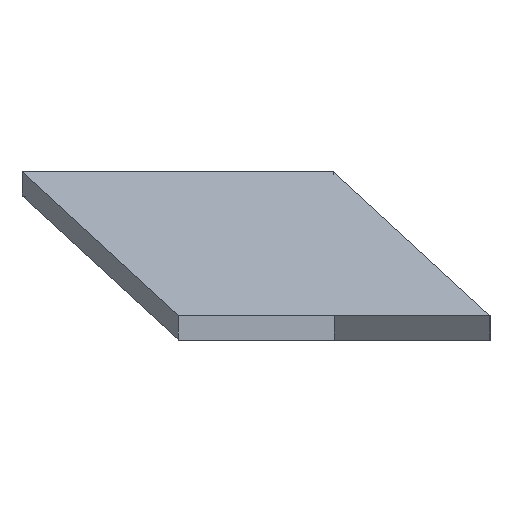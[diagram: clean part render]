
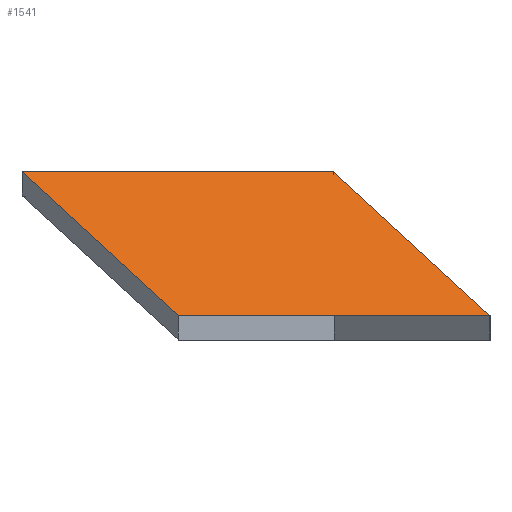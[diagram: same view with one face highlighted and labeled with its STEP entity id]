
A CAD part, left-side view. The second image highlights one B-rep face of the part: STEP entity #1541.
In plain terms, the highlighted planar face has unit normal (0.678, 0, -0.735).
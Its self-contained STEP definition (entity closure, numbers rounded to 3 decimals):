
#1247 = PLANE('',#1248);
#1248 = AXIS2_PLACEMENT_3D('',#1249,#1250,#1251);
#1249 = CARTESIAN_POINT('',(21.989,20.359,
    1.998));
#1250 = DIRECTION('',(-1.,0.,0.));
#1251 = DIRECTION('',(0.,1.,0.));
#1275 = PLANE('',#1276);
#1276 = AXIS2_PLACEMENT_3D('',#1277,#1278,#1279);
#1277 = CARTESIAN_POINT('',(29.489,27.881,
    7.756));
#1278 = DIRECTION('',(-0.708,0.706,0.
    ));
#1279 = DIRECTION('',(0.706,0.708,0.)
  );
#1303 = PLANE('',#1304);
#1304 = AXIS2_PLACEMENT_3D('',#1305,#1306,#1307);
#1305 = CARTESIAN_POINT('',(36.989,35.404,
    13.514));
#1306 = DIRECTION('',(1.,0.,0.));
#1307 = DIRECTION('',(0.,-1.,0.));
#1329 = PLANE('',#1330);
#1330 = AXIS2_PLACEMENT_3D('',#1331,#1332,#1333);
#1331 = CARTESIAN_POINT('',(29.489,-2.119,
    7.756));
#1332 = DIRECTION('',(-0.708,0.706,0.
    ));
#1333 = DIRECTION('',(0.706,0.708,0.)
  );
#1344 = EDGE_CURVE('',#1345,#1347,#1349,.T.);
#1345 = VERTEX_POINT('',#1346);
#1346 = CARTESIAN_POINT('',(21.989,20.359,
    1.998));
#1347 = VERTEX_POINT('',#1348);
#1348 = CARTESIAN_POINT('',(21.989,-9.641,
    1.998));
#1349 = SURFACE_CURVE('',#1350,(#1354,#1361),.PCURVE_S1.);
#1350 = LINE('',#1351,#1352);
#1351 = CARTESIAN_POINT('',(21.989,20.359,
    1.998));
#1352 = VECTOR('',#1353,1.);
#1353 = DIRECTION('',(0.,-1.,0.));
#1354 = PCURVE('',#1247,#1355);
#1355 = DEFINITIONAL_REPRESENTATION('',(#1356),#1360);
#1356 = LINE('',#1357,#1358);
#1357 = CARTESIAN_POINT('',(0.,-0.));
#1358 = VECTOR('',#1359,1.);
#1359 = DIRECTION('',(-1.,-0.));
#1360 = ( GEOMETRIC_REPRESENTATION_CONTEXT(2) 
PARAMETRIC_REPRESENTATION_CONTEXT() REPRESENTATION_CONTEXT('2D SPACE',''
  ) );
#1361 = PCURVE('',#1362,#1367);
#1362 = PLANE('',#1363);
#1363 = AXIS2_PLACEMENT_3D('',#1364,#1365,#1366);
#1364 = CARTESIAN_POINT('',(36.989,35.404,
    15.839));
#1365 = DIRECTION('',(-0.678,0.,0.735)
  );
#1366 = DIRECTION('',(0.735,0.,0.678)
  );
#1367 = DEFINITIONAL_REPRESENTATION('',(#1368),#1372);
#1368 = LINE('',#1369,#1370);
#1369 = CARTESIAN_POINT('',(-20.41,-15.046));
#1370 = VECTOR('',#1371,1.);
#1371 = DIRECTION('',(0.,-1.));
#1372 = ( GEOMETRIC_REPRESENTATION_CONTEXT(2) 
PARAMETRIC_REPRESENTATION_CONTEXT() REPRESENTATION_CONTEXT('2D SPACE',''
  ) );
#1421 = EDGE_CURVE('',#1422,#1345,#1424,.T.);
#1422 = VERTEX_POINT('',#1423);
#1423 = CARTESIAN_POINT('',(36.989,35.404,
    15.839));
#1424 = SURFACE_CURVE('',#1425,(#1429,#1436),.PCURVE_S1.);
#1425 = LINE('',#1426,#1427);
#1426 = CARTESIAN_POINT('',(36.989,35.404,
    15.839));
#1427 = VECTOR('',#1428,1.);
#1428 = DIRECTION('',(-0.592,-0.593,-0.546));
#1429 = PCURVE('',#1275,#1430);
#1430 = DEFINITIONAL_REPRESENTATION('',(#1431),#1435);
#1431 = LINE('',#1432,#1433);
#1432 = CARTESIAN_POINT('',(10.623,-8.083));
#1433 = VECTOR('',#1434,1.);
#1434 = DIRECTION('',(-0.838,0.546));
#1435 = ( GEOMETRIC_REPRESENTATION_CONTEXT(2) 
PARAMETRIC_REPRESENTATION_CONTEXT() REPRESENTATION_CONTEXT('2D SPACE',''
  ) );
#1436 = PCURVE('',#1362,#1437);
#1437 = DEFINITIONAL_REPRESENTATION('',(#1438),#1442);
#1438 = LINE('',#1439,#1440);
#1439 = CARTESIAN_POINT('',(0.,0.));
#1440 = VECTOR('',#1441,1.);
#1441 = DIRECTION('',(-0.805,-0.593));
#1442 = ( GEOMETRIC_REPRESENTATION_CONTEXT(2) 
PARAMETRIC_REPRESENTATION_CONTEXT() REPRESENTATION_CONTEXT('2D SPACE',''
  ) );
#1471 = EDGE_CURVE('',#1422,#1472,#1474,.T.);
#1472 = VERTEX_POINT('',#1473);
#1473 = CARTESIAN_POINT('',(36.989,5.404,
    15.839));
#1474 = SURFACE_CURVE('',#1475,(#1479,#1486),.PCURVE_S1.);
#1475 = LINE('',#1476,#1477);
#1476 = CARTESIAN_POINT('',(36.989,35.404,
    15.839));
#1477 = VECTOR('',#1478,1.);
#1478 = DIRECTION('',(0.,-1.,0.));
#1479 = PCURVE('',#1303,#1480);
#1480 = DEFINITIONAL_REPRESENTATION('',(#1481),#1485);
#1481 = LINE('',#1482,#1483);
#1482 = CARTESIAN_POINT('',(0.,-2.325));
#1483 = VECTOR('',#1484,1.);
#1484 = DIRECTION('',(1.,0.));
#1485 = ( GEOMETRIC_REPRESENTATION_CONTEXT(2) 
PARAMETRIC_REPRESENTATION_CONTEXT() REPRESENTATION_CONTEXT('2D SPACE',''
  ) );
#1486 = PCURVE('',#1362,#1487);
#1487 = DEFINITIONAL_REPRESENTATION('',(#1488),#1492);
#1488 = LINE('',#1489,#1490);
#1489 = CARTESIAN_POINT('',(0.,0.));
#1490 = VECTOR('',#1491,1.);
#1491 = DIRECTION('',(0.,-1.));
#1492 = ( GEOMETRIC_REPRESENTATION_CONTEXT(2) 
PARAMETRIC_REPRESENTATION_CONTEXT() REPRESENTATION_CONTEXT('2D SPACE',''
  ) );
#1521 = EDGE_CURVE('',#1347,#1472,#1522,.T.);
#1522 = SURFACE_CURVE('',#1523,(#1527,#1534),.PCURVE_S1.);
#1523 = LINE('',#1524,#1525);
#1524 = CARTESIAN_POINT('',(21.989,-9.641,
    1.998));
#1525 = VECTOR('',#1526,1.);
#1526 = DIRECTION('',(0.592,0.593,0.546));
#1527 = PCURVE('',#1329,#1528);
#1528 = DEFINITIONAL_REPRESENTATION('',(#1529),#1533);
#1529 = LINE('',#1530,#1531);
#1530 = CARTESIAN_POINT('',(-10.623,5.758));
#1531 = VECTOR('',#1532,1.);
#1532 = DIRECTION('',(0.838,-0.546));
#1533 = ( GEOMETRIC_REPRESENTATION_CONTEXT(2) 
PARAMETRIC_REPRESENTATION_CONTEXT() REPRESENTATION_CONTEXT('2D SPACE',''
  ) );
#1534 = PCURVE('',#1362,#1535);
#1535 = DEFINITIONAL_REPRESENTATION('',(#1536),#1540);
#1536 = LINE('',#1537,#1538);
#1537 = CARTESIAN_POINT('',(-20.41,-45.046));
#1538 = VECTOR('',#1539,1.);
#1539 = DIRECTION('',(0.805,0.593));
#1540 = ( GEOMETRIC_REPRESENTATION_CONTEXT(2) 
PARAMETRIC_REPRESENTATION_CONTEXT() REPRESENTATION_CONTEXT('2D SPACE',''
  ) );
#1541 = ADVANCED_FACE('',(#1542),#1362,.F.);
#1542 = FACE_BOUND('',#1543,.F.);
#1543 = EDGE_LOOP('',(#1544,#1545,#1546,#1547));
#1544 = ORIENTED_EDGE('',*,*,#1471,.F.);
#1545 = ORIENTED_EDGE('',*,*,#1421,.T.);
#1546 = ORIENTED_EDGE('',*,*,#1344,.T.);
#1547 = ORIENTED_EDGE('',*,*,#1521,.T.);
